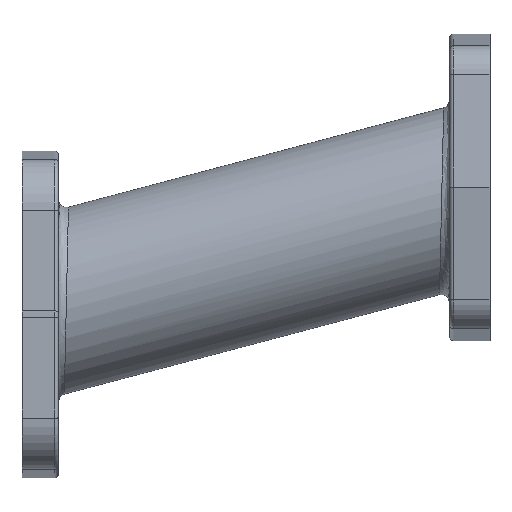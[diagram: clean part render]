
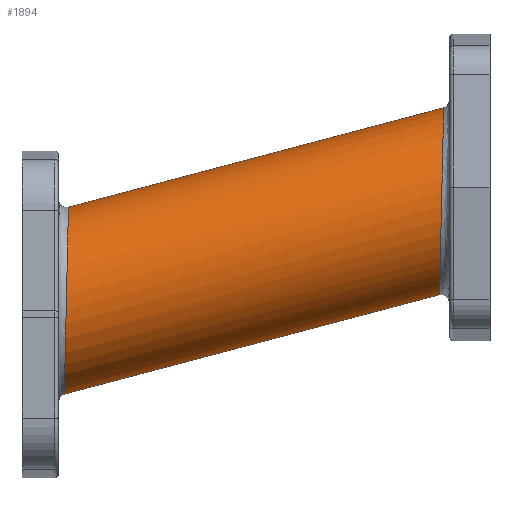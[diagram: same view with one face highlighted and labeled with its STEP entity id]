
A CAD part, top view. The second image highlights one B-rep face of the part: STEP entity #1894.
In plain terms, the highlighted cylindrical face has radius 35.335 mm (diameter 70.669 mm), a partial arc.
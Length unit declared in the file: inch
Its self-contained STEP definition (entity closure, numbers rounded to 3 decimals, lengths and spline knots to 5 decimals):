
#2=CARTESIAN_POINT('',(2.875,-0.67769,0.));
#32=CARTESIAN_POINT('',(2.939,2.21743,0.));
#34=DIRECTION('',(0.967,0.256,0.));
#35=VECTOR('',#34,6.01288);
#36=CARTESIAN_POINT('',(-2.8735,0.67808,
0.));
#37=LINE('',#36,#35);
#38=CARTESIAN_POINT('',(-2.8735,0.67808,
0.));
#68=CARTESIAN_POINT('',(-2.9375,-2.21703,
0.));
#70=DIRECTION('',(0.967,0.256,0.));
#71=VECTOR('',#70,6.01288);
#72=CARTESIAN_POINT('',(-2.9375,-2.21703,
0.));
#73=LINE('',#72,#71);
#84=CARTESIAN_POINT('',(2.939,2.21743,0.));
#85=CARTESIAN_POINT('',(2.939,2.21743,0.02676));
#86=CARTESIAN_POINT('',(2.93897,2.21581,0.08156));
#87=CARTESIAN_POINT('',(2.93879,2.20803,0.1661));
#88=CARTESIAN_POINT('',(2.93848,2.19381,0.25621));
#89=CARTESIAN_POINT('',(2.93798,2.17138,0.35327));
#90=CARTESIAN_POINT('',(2.93725,2.13825,0.45869));
#91=CARTESIAN_POINT('',(2.93621,2.09117,0.57315));
#92=CARTESIAN_POINT('',(2.93477,2.02605,0.69643));
#93=CARTESIAN_POINT('',(2.93283,1.9381,0.82695));
#94=CARTESIAN_POINT('',(2.93026,1.82189,0.9615));
#95=CARTESIAN_POINT('',(2.92695,1.67251,1.09397));
#96=CARTESIAN_POINT('',(2.92285,1.48698,1.21547));
#97=CARTESIAN_POINT('',(2.91794,1.26462,1.31479));
#98=CARTESIAN_POINT('',(2.91251,1.01905,1.37756));
#99=CARTESIAN_POINT('',(2.90695,0.76778,1.39808));
#100=CARTESIAN_POINT('',(2.9014,0.51655,1.37686));
#101=CARTESIAN_POINT('',(2.89598,0.27125,1.31342));
#102=CARTESIAN_POINT('',(2.89108,0.04951,1.21366));
#103=CARTESIAN_POINT('',(2.88699,-0.13526,1.09203));
#104=CARTESIAN_POINT('',(2.8837,-0.28397,
0.95962));
#105=CARTESIAN_POINT('',(2.88115,-0.39962,
0.82526));
#106=CARTESIAN_POINT('',(2.87921,-0.48714,
0.69501));
#107=CARTESIAN_POINT('',(2.87778,-0.55195,
0.57202));
#108=CARTESIAN_POINT('',(2.87674,-0.59881,
0.45785));
#109=CARTESIAN_POINT('',(2.87601,-0.63179,
0.35268));
#110=CARTESIAN_POINT('',(2.87552,-0.65413,
0.25584));
#111=CARTESIAN_POINT('',(2.87521,-0.66831,
0.1659));
#112=CARTESIAN_POINT('',(2.87503,-0.67606,
0.08148));
#113=CARTESIAN_POINT('',(2.875,-0.67769,
0.02674));
#114=CARTESIAN_POINT('',(2.875,-0.67769,
0.));
#116=CARTESIAN_POINT('',(-2.9375,-2.21703,
0.));
#117=CARTESIAN_POINT('',(-2.9375,-2.21703,
0.02674));
#118=CARTESIAN_POINT('',(-2.93747,-2.21541,
0.08148));
#119=CARTESIAN_POINT('',(-2.93729,-2.20766,
0.1659));
#120=CARTESIAN_POINT('',(-2.93698,-2.19348,
0.25584));
#121=CARTESIAN_POINT('',(-2.93649,-2.17113,
0.35268));
#122=CARTESIAN_POINT('',(-2.93576,-2.13816,
0.45785));
#123=CARTESIAN_POINT('',(-2.93472,-2.09129,
0.57202));
#124=CARTESIAN_POINT('',(-2.93329,-2.02649,
0.69501));
#125=CARTESIAN_POINT('',(-2.93135,-1.93897,
0.82526));
#126=CARTESIAN_POINT('',(-2.9288,-1.82332,
0.95962));
#127=CARTESIAN_POINT('',(-2.92551,-1.67461,1.09203));
#128=CARTESIAN_POINT('',(-2.92142,-1.48983,1.21366));
#129=CARTESIAN_POINT('',(-2.91652,-1.26809,1.31342));
#130=CARTESIAN_POINT('',(-2.9111,-1.0228,1.37686));
#131=CARTESIAN_POINT('',(-2.90555,-0.77157,
1.39808));
#132=CARTESIAN_POINT('',(-2.89999,-0.5203,
1.37756));
#133=CARTESIAN_POINT('',(-2.89456,-0.27473,
1.31479));
#134=CARTESIAN_POINT('',(-2.88965,-0.05237,
1.21547));
#135=CARTESIAN_POINT('',(-2.88555,0.13316,1.09397));
#136=CARTESIAN_POINT('',(-2.88224,0.28254,
0.9615));
#137=CARTESIAN_POINT('',(-2.87967,0.39875,
0.82695));
#138=CARTESIAN_POINT('',(-2.87773,0.48671,
0.69643));
#139=CARTESIAN_POINT('',(-2.87629,0.55183,
0.57315));
#140=CARTESIAN_POINT('',(-2.87525,0.59891,
0.45869));
#141=CARTESIAN_POINT('',(-2.87452,0.63203,
0.35327));
#142=CARTESIAN_POINT('',(-2.87402,0.65446,
0.25621));
#143=CARTESIAN_POINT('',(-2.87371,0.66869,
0.1661));
#144=CARTESIAN_POINT('',(-2.87353,0.67646,
0.08156));
#145=CARTESIAN_POINT('',(-2.8735,0.67808,
0.02676));
#146=CARTESIAN_POINT('',(-2.8735,0.67808,
0.));
#1314=VERTEX_POINT('',#2);
#1315=VERTEX_POINT('',#32);
#1318=VERTEX_POINT('',#38);
#1319=VERTEX_POINT('',#68);
#1882=CARTESIAN_POINT('',(-5.19199,-1.37501,0.));
#1883=DIRECTION('',(0.967,0.256,0.));
#1884=DIRECTION('',(0.256,-0.967,0.));
#1885=AXIS2_PLACEMENT_3D('',#1882,#1883,#1884);
#1886=CYLINDRICAL_SURFACE('',#1885,1.39113);
#1887=ORIENTED_EDGE('',*,*,#1873,.T.);
#1888=ORIENTED_EDGE('',*,*,#1592,.F.);
#1890=ORIENTED_EDGE('',*,*,#1889,.T.);
#1891=ORIENTED_EDGE('',*,*,#1588,.T.);
#1892=EDGE_LOOP('',(#1887,#1888,#1890,#1891));
#1893=FACE_OUTER_BOUND('',#1892,.F.);
#1894=ADVANCED_FACE('',(#1893),#1886,.T.);
#115=B_SPLINE_CURVE_WITH_KNOTS('',3,(#84,#85,#86,#87,#88,#89,#90,#91,#92,#93,
#94,#95,#96,#97,#98,#99,#100,#101,#102,#103,#104,#105,#106,#107,#108,#109,#110,
#111,#112,#113,#114),.UNSPECIFIED.,.F.,.F.,(4,1,1,1,1,1,1,1,1,1,1,1,1,1,1,1,1,1,
1,1,1,1,1,1,1,1,1,1,4),(0.,0.03571,0.07143,
0.10714,0.14286,0.17857,0.21429,0.25,
0.28571,0.32143,0.35714,0.39286,
0.42857,0.46429,0.5,0.53571,0.57143,
0.60714,0.64286,0.67857,0.71429,0.75,
0.78571,0.82143,0.85714,0.89286,
0.92857,0.96429,1.),.UNSPECIFIED.);
#147=B_SPLINE_CURVE_WITH_KNOTS('',3,(#116,#117,#118,#119,#120,#121,#122,#123,
#124,#125,#126,#127,#128,#129,#130,#131,#132,#133,#134,#135,#136,#137,#138,#139,
#140,#141,#142,#143,#144,#145,#146),.UNSPECIFIED.,.F.,.F.,(4,1,1,1,1,1,1,1,1,1,
1,1,1,1,1,1,1,1,1,1,1,1,1,1,1,1,1,1,4),(0.,0.03571,
0.07143,0.10714,0.14286,0.17857,
0.21429,0.25,0.28571,0.32143,0.35714,
0.39286,0.42857,0.46429,0.5,0.53571,
0.57143,0.60714,0.64286,0.67857,
0.71429,0.75,0.78571,0.82143,0.85714,
0.89286,0.92857,0.96429,1.),.UNSPECIFIED.);
#1588=EDGE_CURVE('',#1318,#1315,#37,.T.);
#1592=EDGE_CURVE('',#1319,#1314,#73,.T.);
#1873=EDGE_CURVE('',#1315,#1314,#115,.T.);
#1889=EDGE_CURVE('',#1319,#1318,#147,.T.);
